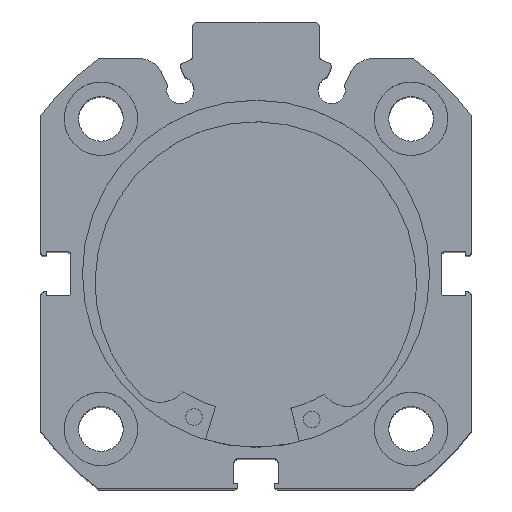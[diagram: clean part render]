
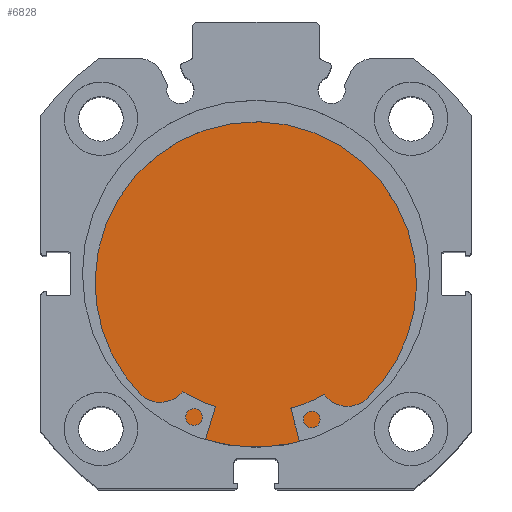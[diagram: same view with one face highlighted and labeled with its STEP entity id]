
A CAD part, top view. The second image highlights one B-rep face of the part: STEP entity #6828.
In plain terms, the highlighted face is planar.
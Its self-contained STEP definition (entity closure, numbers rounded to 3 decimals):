
#250 = CARTESIAN_POINT ( 'NONE',  ( 9., 0., 0. ) ) ;
#251 = DIRECTION ( 'NONE',  ( -1., 0., 0. ) ) ;
#252 = DIRECTION ( 'NONE',  ( 0., 0., 1. ) ) ;
#253 = CARTESIAN_POINT ( 'NONE',  ( 9., 0., 0. ) ) ;
#254 = DIRECTION ( 'NONE',  ( -1., 0., 0. ) ) ;
#255 = DIRECTION ( 'NONE',  ( 0., 0., 1. ) ) ;
#1434 = CARTESIAN_POINT ( 'NONE',  ( 9., 0., -26. ) ) ;
#1701 = CARTESIAN_POINT ( 'NONE',  ( 9., 0., 26. ) ) ;
#2239 = PLANE ( 'NONE',  #4639 ) ;
#2242 = CARTESIAN_POINT ( 'NONE',  ( 9., 26., 0. ) ) ;
#2248 = DIRECTION ( 'NONE',  ( -1., 0., 0. ) ) ;
#2249 = DIRECTION ( 'NONE',  ( 0., 0., 1. ) ) ;
#2722 = FACE_OUTER_BOUND ( 'NONE', #5230, .T. ) ;
#3203 = EDGE_CURVE ( 'NONE', #4766, #5032, #5429, .T. ) ;
#3204 = EDGE_CURVE ( 'NONE', #5032, #4766, #5430, .T. ) ;
#4281 = AXIS2_PLACEMENT_3D ( 'NONE', #250, #251, #252 ) ;
#4283 = AXIS2_PLACEMENT_3D ( 'NONE', #253, #254, #255 ) ;
#4639 = AXIS2_PLACEMENT_3D ( 'NONE', #2242, #2248, #2249 ) ;
#4766 = VERTEX_POINT ( 'NONE', #1434 ) ;
#5032 = VERTEX_POINT ( 'NONE', #1701 ) ;
#5230 = EDGE_LOOP ( 'NONE', ( #6386, #6351 ) ) ;
#5429 = CIRCLE ( 'NONE', #4281, 26. ) ;
#5430 = CIRCLE ( 'NONE', #4283, 26. ) ;
#6351 = ORIENTED_EDGE ( 'NONE', *, *, #3203, .F. ) ;
#6386 = ORIENTED_EDGE ( 'NONE', *, *, #3204, .F. ) ;
#6828 = ADVANCED_FACE ( 'NONE', ( #2722 ), #2239, .F. ) ;
